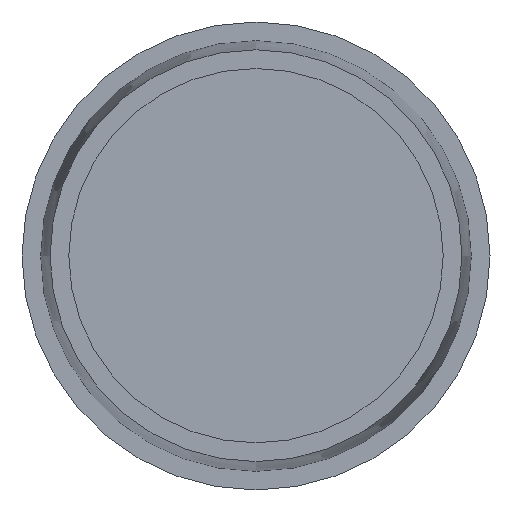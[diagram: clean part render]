
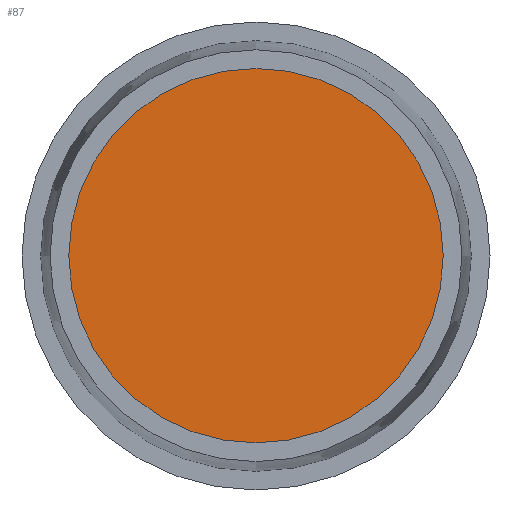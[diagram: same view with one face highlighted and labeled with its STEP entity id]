
A CAD part, top view. The second image highlights one B-rep face of the part: STEP entity #87.
In plain terms, the highlighted planar face has unit normal (0, 0, 1).
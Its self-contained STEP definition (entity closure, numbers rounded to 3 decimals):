
#25=PLANE('',#120);
#30=FACE_OUTER_BOUND('',#38,.T.);
#38=EDGE_LOOP('',(#72));
#47=CIRCLE('',#121,10.5);
#53=VERTEX_POINT('',#195);
#60=EDGE_CURVE('',#53,#53,#47,.T.);
#72=ORIENTED_EDGE('',*,*,#60,.T.);
#87=ADVANCED_FACE('',(#30),#25,.F.);
#120=AXIS2_PLACEMENT_3D('',#194,#141,#142);
#121=AXIS2_PLACEMENT_3D('',#196,#143,#144);
#141=DIRECTION('center_axis',(0.,0.,-1.));
#142=DIRECTION('ref_axis',(-1.,0.,0.));
#143=DIRECTION('center_axis',(0.,0.,1.));
#144=DIRECTION('ref_axis',(1.,0.,0.));
#194=CARTESIAN_POINT('Origin',(0.,0.,0.));
#195=CARTESIAN_POINT('',(-10.5,0.,0.));
#196=CARTESIAN_POINT('Origin',(0.,0.,0.));
